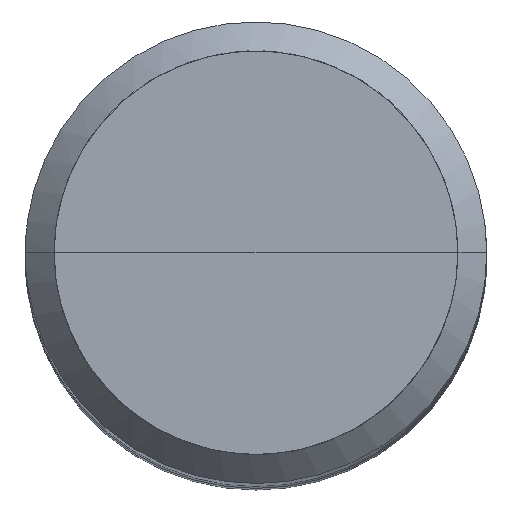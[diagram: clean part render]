
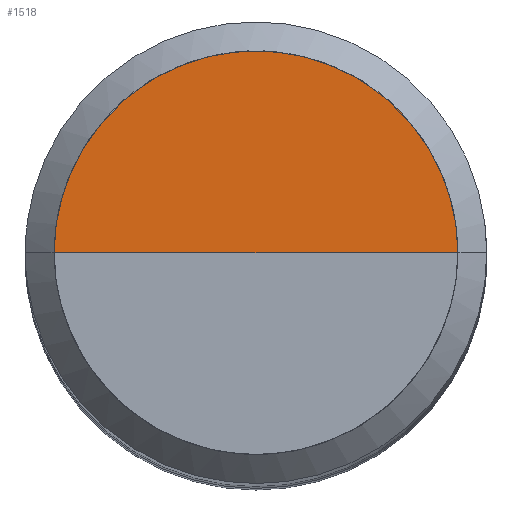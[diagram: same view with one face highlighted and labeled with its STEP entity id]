
A CAD part, top view. The second image highlights one B-rep face of the part: STEP entity #1518.
In plain terms, the highlighted free-form (B-spline) face has degree [1, 2] with [2, 5] control points.
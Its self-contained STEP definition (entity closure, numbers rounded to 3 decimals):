
#1212=CARTESIAN_POINT('',(7.0,0.0,54.8));
#1213=CARTESIAN_POINT('',(7.0,7.0,54.8));
#1214=CARTESIAN_POINT('',(0.0,7.0,54.8));
#1215=CARTESIAN_POINT('',(-7.0,7.0,54.8));
#1216=CARTESIAN_POINT('',(-7.0,0.0,54.8));
#1217=CARTESIAN_POINT('',(0.0,0.0,54.8));
#1503=(
BOUNDED_SURFACE()
B_SPLINE_SURFACE(1,2,(
(#1212,#1213,#1214,#1215,#1216),
(#1217,#1217,#1217,#1217,#1217)
), .UNSPECIFIED.,.F.,.F.,.F.)
B_SPLINE_SURFACE_WITH_KNOTS((2,2),(3,2,3),(
0.0,1.0),(
0.0,0.5,1.0), .UNSPECIFIED.)
GEOMETRIC_REPRESENTATION_ITEM()
RATIONAL_B_SPLINE_SURFACE(((1.0,0.707,1.0,0.707,1.0),
(1.0,0.707,1.0,0.707,1.0)
))
REPRESENTATION_ITEM('')
SURFACE()
);
#1504=(
BOUNDED_CURVE()
B_SPLINE_CURVE(1,(#1217,#1212),.UNSPECIFIED.,.F.,.F.)
B_SPLINE_CURVE_WITH_KNOTS((2,2),
(0.0,1.0),.UNSPECIFIED.)
CURVE()
GEOMETRIC_REPRESENTATION_ITEM()
RATIONAL_B_SPLINE_CURVE((1.0,1.0))
REPRESENTATION_ITEM('')
);
#1505=(
BOUNDED_CURVE()
B_SPLINE_CURVE(2,(#1212,#1213,#1214,#1215,#1216),.UNSPECIFIED.,.F.,.F.)
B_SPLINE_CURVE_WITH_KNOTS((3,2,3),
(0.0,0.5,1.0),.UNSPECIFIED.)
CURVE()
GEOMETRIC_REPRESENTATION_ITEM()
RATIONAL_B_SPLINE_CURVE((1.0,0.707,1.0,0.707,1.0))
REPRESENTATION_ITEM('')
);
#1506=(
BOUNDED_CURVE()
B_SPLINE_CURVE(1,(#1216,#1217),.UNSPECIFIED.,.F.,.F.)
B_SPLINE_CURVE_WITH_KNOTS((2,2),
(0.0,1.0),.UNSPECIFIED.)
CURVE()
GEOMETRIC_REPRESENTATION_ITEM()
RATIONAL_B_SPLINE_CURVE((1.0,1.0))
REPRESENTATION_ITEM('')
);
#1507=VERTEX_POINT('',#1212);
#1508=VERTEX_POINT('',#1216);
#1509=VERTEX_POINT('',#1217);
#1510=EDGE_CURVE('',#1509,#1507,#1504,.T.);
#1511=EDGE_CURVE('',#1507,#1508,#1505,.T.);
#1512=EDGE_CURVE('',#1508,#1509,#1506,.T.);
#1513=ORIENTED_EDGE('',*,*,#1510,.T.);
#1514=ORIENTED_EDGE('',*,*,#1511,.T.);
#1515=ORIENTED_EDGE('',*,*,#1512,.T.);
#1516=EDGE_LOOP('',(#1513,#1514,#1515));
#1517=FACE_OUTER_BOUND('',#1516,.T.);
#1518=ADVANCED_FACE('',(#1517),#1503,.T.);
